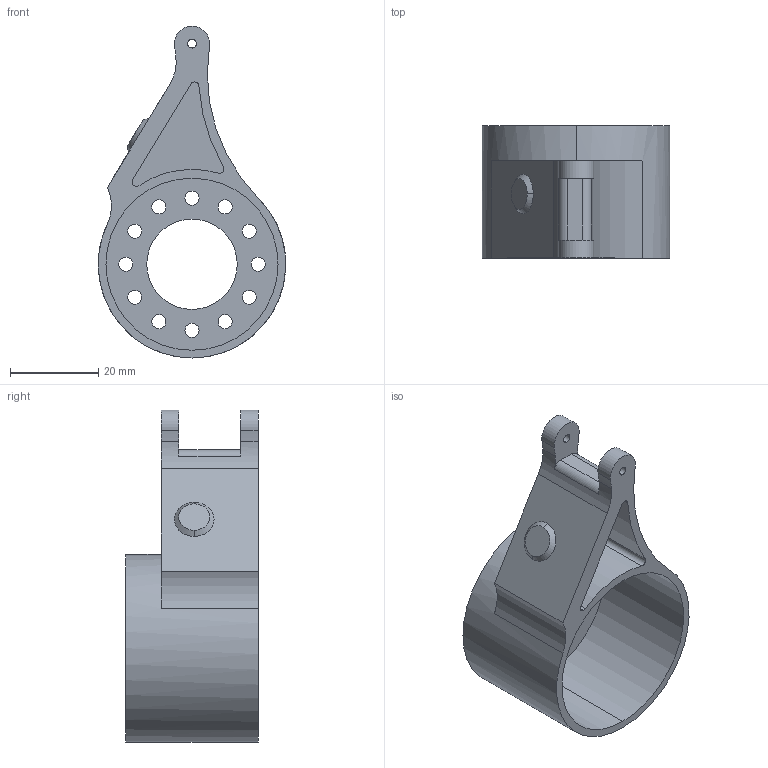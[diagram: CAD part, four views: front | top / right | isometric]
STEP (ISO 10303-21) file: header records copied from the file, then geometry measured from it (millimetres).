
FILE_DESCRIPTION (( 'STEP AP203' ), '1' );
FILE_NAME ('ENCODER_HOLDER.STEP', '2022-05-10T10:59:09', ( 'Olukelo' ), ( '' ), 'SwSTEP 2.0', 'SolidWorks 2018', '' );
FILE_SCHEMA (( 'CONFIG_CONTROL_DESIGN' ));
Length unit declared in the file: millimetre
Products named in the file (1): ENCODER_HOLDER
Bounding box: 42.5 x 30 x 75.25 mm (x, y, z)
Volume: 16478.5 mm3; surface area: 13465.3 mm2
Topology: 1 solids, 1 shells, 62 faces, 171 edges, 114 vertices
Faces by surface type: cylinder 49, plane 11, cone 2
Entity records: 2180 total; most frequent: DIRECTION 405, CARTESIAN_POINT 348, ORIENTED_EDGE 342, EDGE_CURVE 171, AXIS2_PLACEMENT_3D 171, VERTEX_POINT 114, CIRCLE 108, EDGE_LOOP 95
